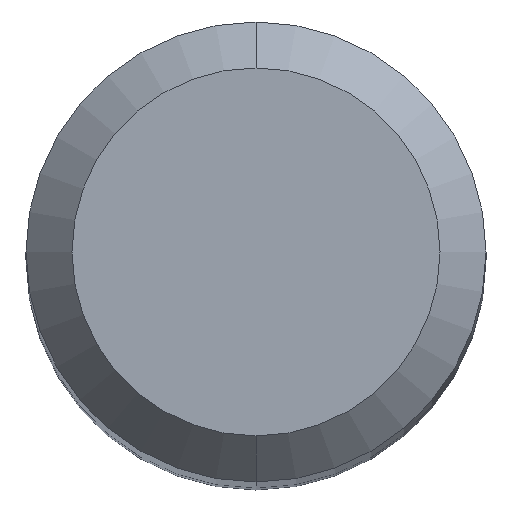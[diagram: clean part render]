
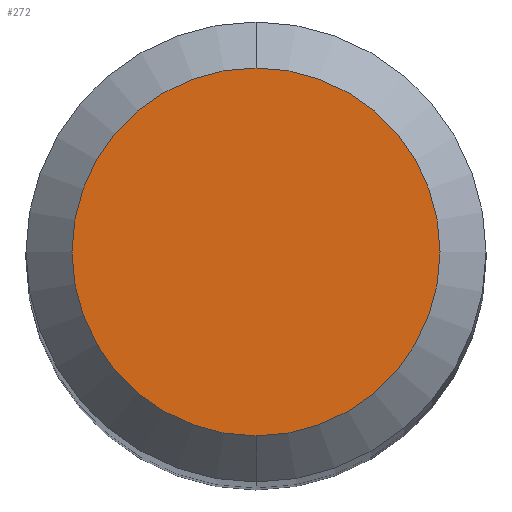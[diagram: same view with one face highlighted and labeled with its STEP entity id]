
A CAD part, top view. The second image highlights one B-rep face of the part: STEP entity #272.
In plain terms, the highlighted planar face has unit normal (0, 0, 1).
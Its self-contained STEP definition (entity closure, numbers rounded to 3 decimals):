
#68 = VERTEX_POINT ( 'NONE', #71 ) ;
#71 = CARTESIAN_POINT ( 'NONE',  ( 0., -1.2, 30. ) ) ;
#73 = AXIS2_PLACEMENT_3D ( 'NONE', #211, #95, #209 ) ;
#76 = EDGE_CURVE ( 'NONE', #255, #68, #184, .T. ) ;
#77 = EDGE_LOOP ( 'NONE', ( #128, #205 ) ) ;
#83 = DIRECTION ( 'NONE',  ( 0., 1., 0. ) ) ;
#95 = DIRECTION ( 'NONE',  ( 0., 0., -1. ) ) ;
#97 = PLANE ( 'NONE',  #73 ) ;
#106 = CIRCLE ( 'NONE', #286, 1.2 ) ;
#119 = CARTESIAN_POINT ( 'NONE',  ( 0., 0., 30. ) ) ;
#128 = ORIENTED_EDGE ( 'NONE', *, *, #76, .F. ) ;
#152 = DIRECTION ( 'NONE',  ( 0., 1., 0. ) ) ;
#170 = AXIS2_PLACEMENT_3D ( 'NONE', #119, #276, #152 ) ;
#184 = CIRCLE ( 'NONE', #170, 1.2 ) ;
#186 = CARTESIAN_POINT ( 'NONE',  ( 0., 0., 30. ) ) ;
#205 = ORIENTED_EDGE ( 'NONE', *, *, #227, .F. ) ;
#209 = DIRECTION ( 'NONE',  ( 0., 1., 0. ) ) ;
#211 = CARTESIAN_POINT ( 'NONE',  ( 0., 0., 30. ) ) ;
#215 = DIRECTION ( 'NONE',  ( 0., 0., -1. ) ) ;
#227 = EDGE_CURVE ( 'NONE', #68, #255, #106, .T. ) ;
#231 = FACE_OUTER_BOUND ( 'NONE', #77, .T. ) ;
#255 = VERTEX_POINT ( 'NONE', #264 ) ;
#264 = CARTESIAN_POINT ( 'NONE',  ( 0., 1.2, 30. ) ) ;
#272 = ADVANCED_FACE ( 'NONE', ( #231 ), #97, .F. ) ;
#276 = DIRECTION ( 'NONE',  ( 0., 0., -1. ) ) ;
#286 = AXIS2_PLACEMENT_3D ( 'NONE', #186, #215, #83 ) ;
